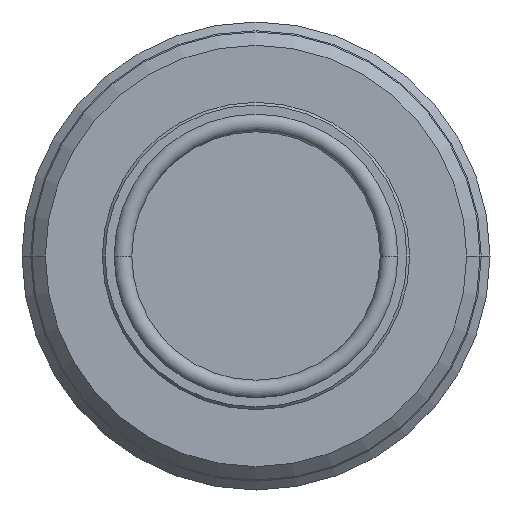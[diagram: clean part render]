
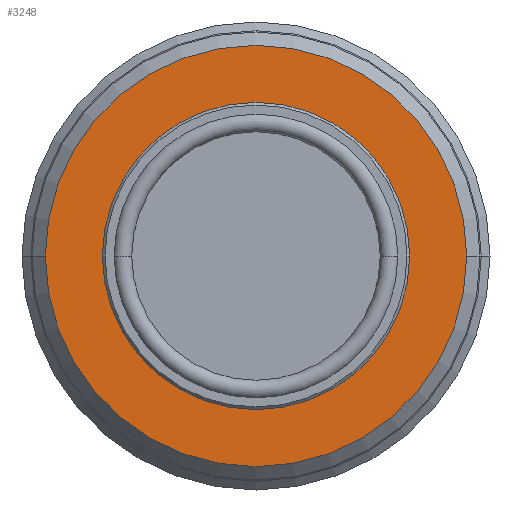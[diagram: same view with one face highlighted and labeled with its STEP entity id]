
A CAD part, front view. The second image highlights one B-rep face of the part: STEP entity #3248.
In plain terms, the highlighted planar face has unit normal (0, -1, 0).
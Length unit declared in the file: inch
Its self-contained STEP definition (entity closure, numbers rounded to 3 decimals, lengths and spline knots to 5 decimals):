
#1295=CARTESIAN_POINT('',(0.,-0.083,0.));
#1296=DIRECTION('',(0.,1.,0.));
#1297=DIRECTION('',(1.,0.,0.));
#1298=AXIS2_PLACEMENT_3D('',#1295,#1296,#1297);
#1300=CARTESIAN_POINT('',(0.,-0.083,0.));
#1301=DIRECTION('',(0.,-1.,0.));
#1302=DIRECTION('',(1.,0.,0.));
#1303=AXIS2_PLACEMENT_3D('',#1300,#1301,#1302);
#1305=CARTESIAN_POINT('',(0.,-0.083,0.));
#1306=DIRECTION('',(0.,1.,0.));
#1307=DIRECTION('',(1.,0.,0.));
#1308=AXIS2_PLACEMENT_3D('',#1305,#1306,#1307);
#1310=CARTESIAN_POINT('',(0.,-0.083,0.));
#1311=DIRECTION('',(0.,1.,0.));
#1312=DIRECTION('',(-1.,0.,0.));
#1313=AXIS2_PLACEMENT_3D('',#1310,#1311,#1312);
#1904=CARTESIAN_POINT('',(0.5725,-0.083,0.));
#1906=VERTEX_POINT('',#1904);
#1908=CARTESIAN_POINT('',(-0.5725,-0.083,0.));
#1910=VERTEX_POINT('',#1908);
#1923=CARTESIAN_POINT('',(0.785,-0.083,0.));
#1924=CARTESIAN_POINT('',(-0.785,-0.083,0.));
#1925=VERTEX_POINT('',#1923);
#1926=VERTEX_POINT('',#1924);
#3233=CARTESIAN_POINT('',(0.,-0.083,0.));
#3234=DIRECTION('',(0.,-1.,0.));
#3235=DIRECTION('',(-1.,0.,0.));
#3236=AXIS2_PLACEMENT_3D('',#3233,#3234,#3235);
#3237=PLANE('',#3236);
#3238=ORIENTED_EDGE('',*,*,#3200,.T.);
#3239=ORIENTED_EDGE('',*,*,#3215,.T.);
#3240=EDGE_LOOP('',(#3238,#3239));
#3241=FACE_OUTER_BOUND('',#3240,.F.);
#3243=ORIENTED_EDGE('',*,*,#3242,.F.);
#3245=ORIENTED_EDGE('',*,*,#3244,.T.);
#3246=EDGE_LOOP('',(#3243,#3245));
#3247=FACE_BOUND('',#3246,.F.);
#3248=ADVANCED_FACE('',(#3241,#3247),#3237,.T.);
#1299=CIRCLE('',#1298,0.5725);
#1304=CIRCLE('',#1303,0.5725);
#1309=CIRCLE('',#1308,0.785);
#1314=CIRCLE('',#1313,0.785);
#3200=EDGE_CURVE('',#1925,#1926,#1309,.T.);
#3215=EDGE_CURVE('',#1926,#1925,#1314,.T.);
#3242=EDGE_CURVE('',#1906,#1910,#1299,.T.);
#3244=EDGE_CURVE('',#1906,#1910,#1304,.T.);
